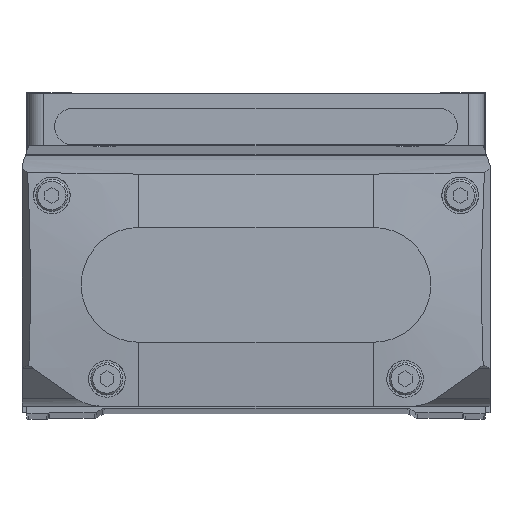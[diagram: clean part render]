
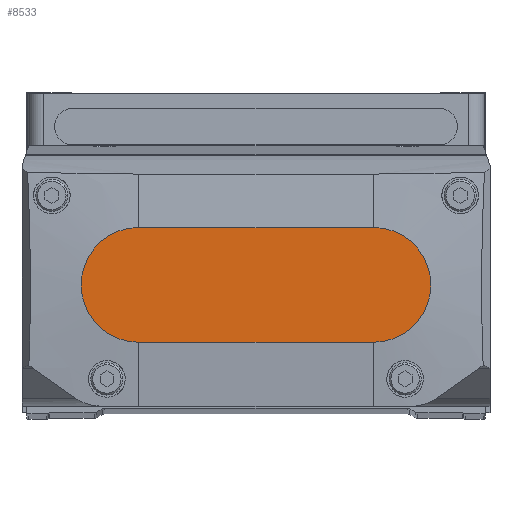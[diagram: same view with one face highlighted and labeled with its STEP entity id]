
A CAD part, top view. The second image highlights one B-rep face of the part: STEP entity #8533.
In plain terms, the highlighted planar face has unit normal (0, 0, 1).
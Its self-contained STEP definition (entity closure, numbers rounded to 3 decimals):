
#503=CIRCLE('',#10015,12.5);
#504=CIRCLE('',#10017,12.5);
#1213=ORIENTED_EDGE('',*,*,#3314,.F.);
#1214=ORIENTED_EDGE('',*,*,#3460,.F.);
#1215=ORIENTED_EDGE('',*,*,#3322,.F.);
#1216=ORIENTED_EDGE('',*,*,#3459,.T.);
#3314=EDGE_CURVE('',#4466,#4467,#503,.T.);
#3322=EDGE_CURVE('',#4474,#4475,#504,.T.);
#3459=EDGE_CURVE('',#4474,#4467,#5294,.T.);
#3460=EDGE_CURVE('',#4475,#4466,#5295,.T.);
#4466=VERTEX_POINT('',#14043);
#4467=VERTEX_POINT('',#14045);
#4474=VERTEX_POINT('',#14091);
#4475=VERTEX_POINT('',#14093);
#5294=LINE('',#14383,#6038);
#5295=LINE('',#14385,#6039);
#6038=VECTOR('',#11410,1000.);
#6039=VECTOR('',#11413,1000.);
#6675=EDGE_LOOP('',(#1213,#1214,#1215,#1216));
#7459=FACE_BOUND('',#6675,.T.);
#8218=PLANE('',#10107);
#8533=ADVANCED_FACE('',(#7459),#8218,.F.);
#10015=AXIS2_PLACEMENT_3D('',#14044,#11161,#11162);
#10017=AXIS2_PLACEMENT_3D('',#14092,#11167,#11168);
#10107=AXIS2_PLACEMENT_3D('',#14386,#11414,#11415);
#11161=DIRECTION('',(0.,0.,-1.));
#11162=DIRECTION('',(-1.,0.,0.));
#11167=DIRECTION('',(0.,0.,-1.));
#11168=DIRECTION('',(-1.,0.,0.));
#11410=DIRECTION('',(-1.,0.,0.));
#11413=DIRECTION('',(-1.,0.,0.));
#11414=DIRECTION('',(0.,0.,-1.));
#11415=DIRECTION('',(-1.,0.,0.));
#14043=CARTESIAN_POINT('',(-25.6,15.5,62.5));
#14044=CARTESIAN_POINT('',(-25.6,28.,62.5));
#14045=CARTESIAN_POINT('',(-25.6,40.5,62.5));
#14091=CARTESIAN_POINT('',(25.6,40.5,62.5));
#14092=CARTESIAN_POINT('',(25.6,28.,62.5));
#14093=CARTESIAN_POINT('',(25.6,15.5,62.5));
#14383=CARTESIAN_POINT('',(51.,40.5,62.5));
#14385=CARTESIAN_POINT('',(51.,15.5,62.5));
#14386=CARTESIAN_POINT('',(51.,51.809,62.5));
